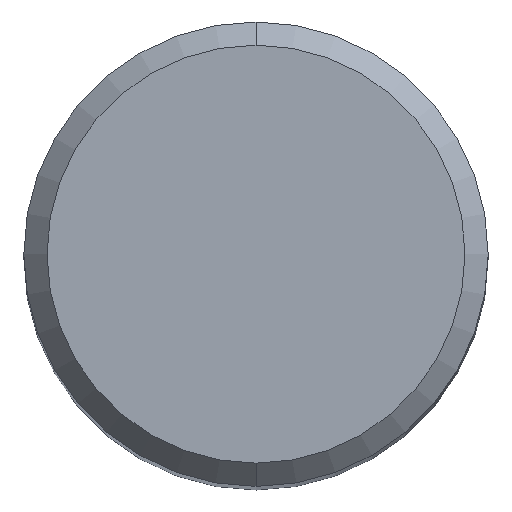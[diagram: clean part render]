
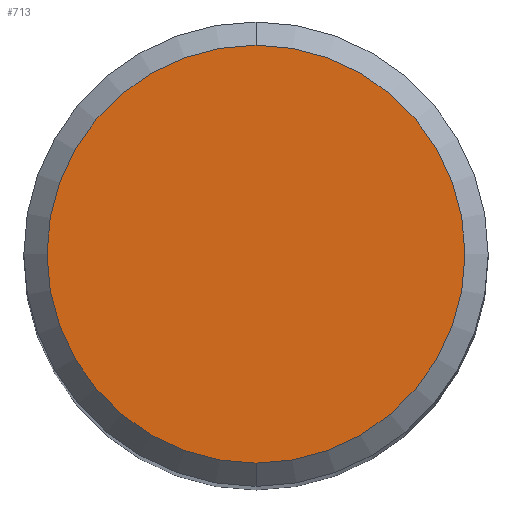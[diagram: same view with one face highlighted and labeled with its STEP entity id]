
A CAD part, top view. The second image highlights one B-rep face of the part: STEP entity #713.
In plain terms, the highlighted planar face has unit normal (0, 0, 1).
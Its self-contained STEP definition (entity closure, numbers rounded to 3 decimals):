
#473=VERTEX_POINT('',#1112);
#521=EDGE_CURVE('',#473,#687,#1162,.T.);
#537=EDGE_CURVE('',#687,#473,#1179,.T.);
#687=VERTEX_POINT('',#1346);
#713=ADVANCED_FACE('',(#1375),#1376,.T.);
#1112=CARTESIAN_POINT('',(0.,-3.6,0.0));
#1162=CIRCLE('',#6498,3.6);
#1179=CIRCLE('',#6538,3.6);
#1346=CARTESIAN_POINT('',(0.0,3.6,0.0));
#1375=FACE_OUTER_BOUND('',#8516,.T.);
#1376=PLANE('',#8517);
#6498=AXIS2_PLACEMENT_3D('',#9846,#9847,#9848);
#6538=AXIS2_PLACEMENT_3D('',#9861,#9862,#9863);
#8516=EDGE_LOOP('',(#10080,#10081));
#8517=AXIS2_PLACEMENT_3D('',#10082,#10083,#10084);
#9846=CARTESIAN_POINT('',(0.0,0.0,0.0));
#9847=DIRECTION('',(0.0,0.0,-1.0));
#9848=DIRECTION('',(0.0,1.0,0.0));
#9861=CARTESIAN_POINT('',(0.0,0.0,0.0));
#9862=DIRECTION('',(0.0,0.0,-1.0));
#9863=DIRECTION('',(0.0,1.0,0.0));
#10080=ORIENTED_EDGE('',*,*,#537,.F.);
#10081=ORIENTED_EDGE('',*,*,#521,.F.);
#10082=CARTESIAN_POINT('',(0.0,1.8,0.0));
#10083=DIRECTION('',(-0.0,0.0,1.0));
#10084=DIRECTION('',(0.0,-1.0,0.0));
